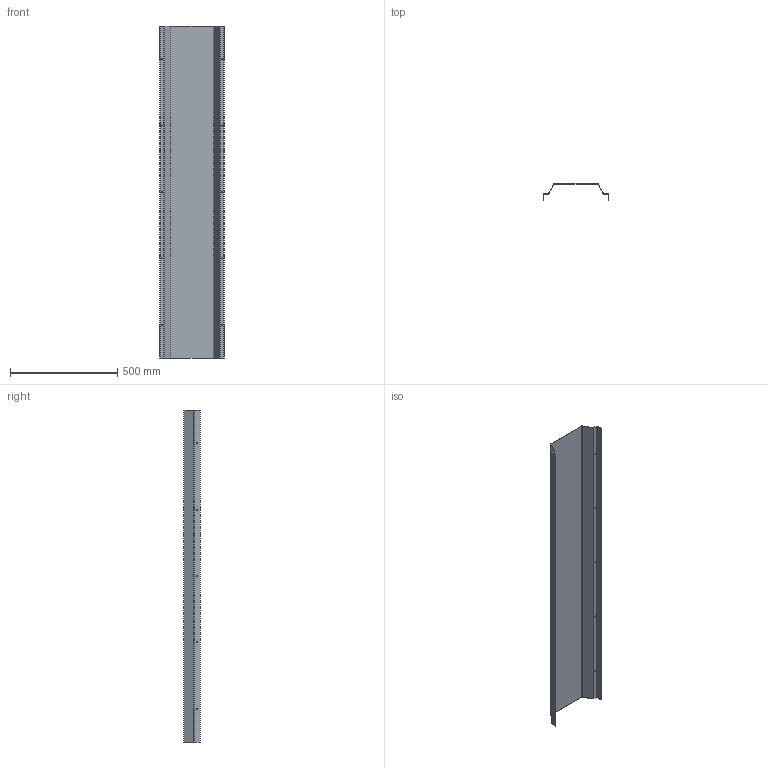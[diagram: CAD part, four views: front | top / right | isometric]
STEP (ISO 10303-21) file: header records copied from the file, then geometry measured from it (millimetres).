
FILE_DESCRIPTION (( 'STEP AP203' ), '1' );
FILE_NAME ('10-02-1286.STEP', '2013-05-06T07:15:06', ( 'asennus' ), ( '' ), 'SwSTEP 2.0', 'SolidWorks 2013', '' );
FILE_SCHEMA (( 'CONFIG_CONTROL_DESIGN' ));
Length unit declared in the file: millimetre
Products named in the file (1): 10-02-1286
Bounding box: 302 x 78.5 x 1550 mm (x, y, z)
Volume: 957429.1 mm3; surface area: 1282976.8 mm2
Topology: 1 solids, 1 shells, 94 faces, 228 edges, 136 vertices
Faces by surface type: cylinder 52, plane 42
Entity records: 2889 total; most frequent: DIRECTION 522, CARTESIAN_POINT 459, ORIENTED_EDGE 456, EDGE_CURVE 228, AXIS2_PLACEMENT_3D 199, VERTEX_POINT 136, EDGE_LOOP 134, LINE 124
